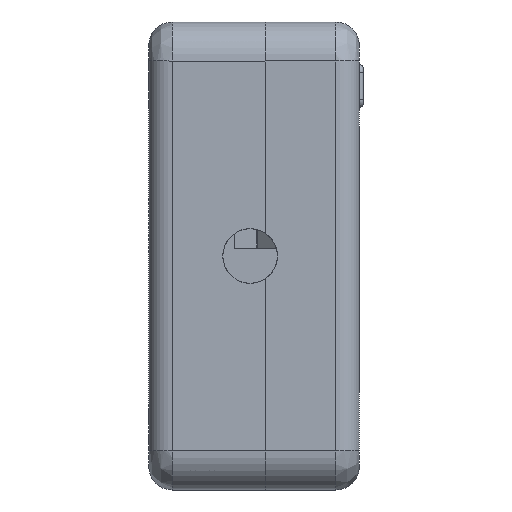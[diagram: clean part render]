
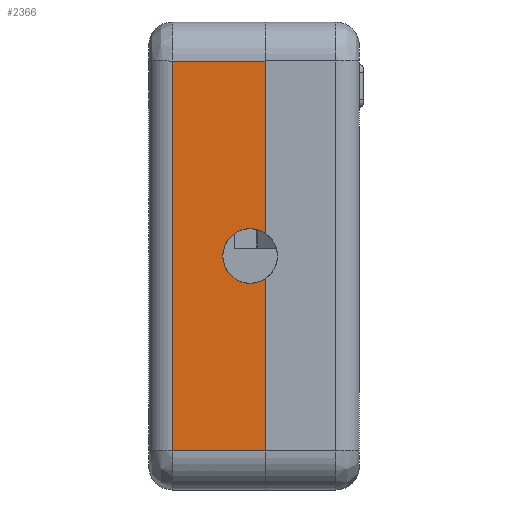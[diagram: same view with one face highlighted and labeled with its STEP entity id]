
A CAD part, left-side view. The second image highlights one B-rep face of the part: STEP entity #2366.
In plain terms, the highlighted planar face has unit normal (-1, 0, 0).
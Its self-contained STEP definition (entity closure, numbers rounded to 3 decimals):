
#1=DIRECTION('',(0.,0.,1.));
#2=VECTOR('',#1,22.);
#3=CARTESIAN_POINT('',(-77.5,0.,-25.));
#4=LINE('',#3,#2);
#70=DIRECTION('',(0.,0.,1.));
#71=VECTOR('',#70,22.);
#72=CARTESIAN_POINT('',(-77.5,0.,3.));
#73=LINE('',#72,#71);
#121=DIRECTION('',(0.,-1.,0.));
#122=VECTOR('',#121,12.);
#123=CARTESIAN_POINT('',(-77.5,12.,-25.));
#124=LINE('',#123,#122);
#125=DIRECTION('',(0.,0.,1.));
#126=VECTOR('',#125,50.);
#127=CARTESIAN_POINT('',(-77.5,12.,-25.));
#128=LINE('',#127,#126);
#129=DIRECTION('',(0.,-1.,0.));
#130=VECTOR('',#129,12.);
#131=CARTESIAN_POINT('',(-77.5,12.,25.));
#132=LINE('',#131,#130);
#133=DIRECTION('',(0.,1.,0.));
#134=VECTOR('',#133,0.197);
#135=CARTESIAN_POINT('',(-77.5,0.,3.));
#136=LINE('',#135,#134);
#137=DIRECTION('',(0.,1.,0.));
#138=VECTOR('',#137,0.197);
#139=CARTESIAN_POINT('',(-77.5,0.,-3.));
#140=LINE('',#139,#138);
#618=CARTESIAN_POINT('',(-77.5,2.,0.));
#619=DIRECTION('',(1.,0.,0.));
#620=DIRECTION('',(0.,-0.515,-0.857));
#621=AXIS2_PLACEMENT_3D('',#618,#619,#620);
#1762=CARTESIAN_POINT('',(-77.5,0.,25.));
#1764=VERTEX_POINT('',#1762);
#1765=CARTESIAN_POINT('',(-77.5,0.,-25.));
#1767=VERTEX_POINT('',#1765);
#1770=CARTESIAN_POINT('',(-77.5,12.,-25.));
#1772=VERTEX_POINT('',#1770);
#1777=CARTESIAN_POINT('',(-77.5,12.,25.));
#1778=VERTEX_POINT('',#1777);
#2049=CARTESIAN_POINT('',(-77.5,0.,-3.));
#2050=VERTEX_POINT('',#2049);
#2051=CARTESIAN_POINT('',(-77.5,0.,3.));
#2052=VERTEX_POINT('',#2051);
#2145=CARTESIAN_POINT('',(-77.5,0.197,-3.));
#2146=VERTEX_POINT('',#2145);
#2147=CARTESIAN_POINT('',(-77.5,0.197,3.));
#2148=VERTEX_POINT('',#2147);
#2345=CARTESIAN_POINT('',(-77.5,0.,-30.));
#2346=DIRECTION('',(-1.,0.,0.));
#2347=DIRECTION('',(0.,0.,1.));
#2348=AXIS2_PLACEMENT_3D('',#2345,#2346,#2347);
#2349=PLANE('',#2348);
#2350=ORIENTED_EDGE('',*,*,#2270,.F.);
#2352=ORIENTED_EDGE('',*,*,#2351,.F.);
#2354=ORIENTED_EDGE('',*,*,#2353,.T.);
#2356=ORIENTED_EDGE('',*,*,#2355,.T.);
#2357=ORIENTED_EDGE('',*,*,#2310,.F.);
#2359=ORIENTED_EDGE('',*,*,#2358,.T.);
#2361=ORIENTED_EDGE('',*,*,#2360,.F.);
#2363=ORIENTED_EDGE('',*,*,#2362,.F.);
#2364=EDGE_LOOP('',(#2350,#2352,#2354,#2356,#2357,#2359,#2361,#2363));
#2365=FACE_OUTER_BOUND('',#2364,.F.);
#622=CIRCLE('',#621,3.5);
#2270=EDGE_CURVE('',#1767,#2050,#4,.T.);
#2310=EDGE_CURVE('',#2052,#1764,#73,.T.);
#2351=EDGE_CURVE('',#1772,#1767,#124,.T.);
#2353=EDGE_CURVE('',#1772,#1778,#128,.T.);
#2355=EDGE_CURVE('',#1778,#1764,#132,.T.);
#2358=EDGE_CURVE('',#2052,#2148,#136,.T.);
#2360=EDGE_CURVE('',#2146,#2148,#622,.T.);
#2362=EDGE_CURVE('',#2050,#2146,#140,.T.);
#2366=ADVANCED_FACE('',(#2365),#2349,.T.);
